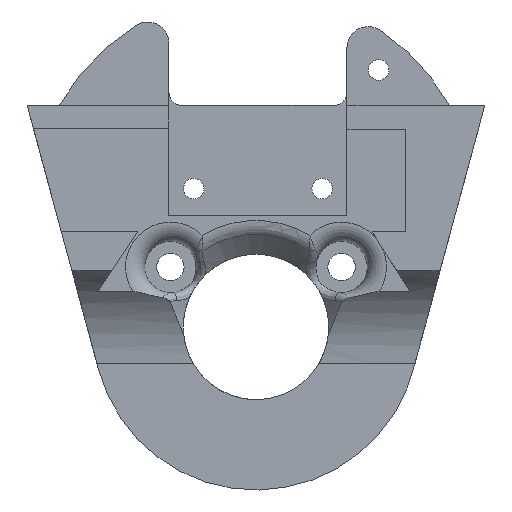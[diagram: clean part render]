
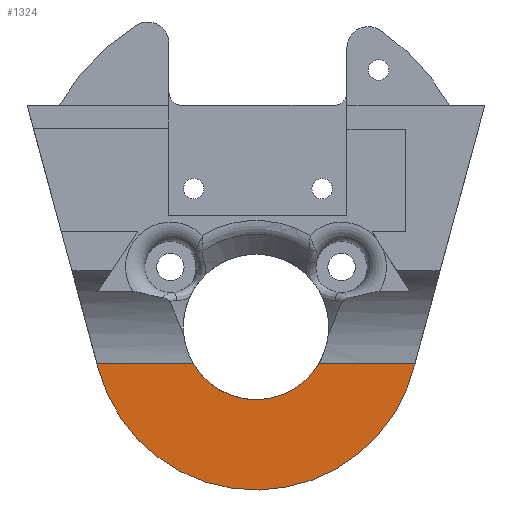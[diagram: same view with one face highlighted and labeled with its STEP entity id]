
A CAD part, front view. The second image highlights one B-rep face of the part: STEP entity #1324.
In plain terms, the highlighted planar face has unit normal (0, -1, 0).
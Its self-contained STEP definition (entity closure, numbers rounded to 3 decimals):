
#85=CIRCLE('',#1433,8.5);
#96=CIRCLE('',#1461,19.05);
#215=FACE_OUTER_BOUND('',#300,.T.);
#300=EDGE_LOOP('',(#1150,#1151,#1152,#1153,#1154,#1155));
#356=LINE('',#1996,#449);
#382=LINE('',#2065,#475);
#405=LINE('',#2739,#498);
#407=LINE('',#2749,#500);
#449=VECTOR('',#1537,10.);
#475=VECTOR('',#1595,10.);
#498=VECTOR('',#1760,10.);
#500=VECTOR('',#1778,10.);
#556=VERTEX_POINT('',#1993);
#557=VERTEX_POINT('',#1995);
#583=VERTEX_POINT('',#2062);
#584=VERTEX_POINT('',#2064);
#629=VERTEX_POINT('',#2662);
#630=VERTEX_POINT('',#2664);
#688=EDGE_CURVE('',#557,#556,#356,.F.);
#724=EDGE_CURVE('',#583,#584,#382,.T.);
#797=EDGE_CURVE('',#630,#629,#85,.F.);
#815=EDGE_CURVE('',#557,#629,#405,.T.);
#819=EDGE_CURVE('',#584,#556,#96,.T.);
#820=EDGE_CURVE('',#630,#583,#407,.T.);
#1150=ORIENTED_EDGE('',*,*,#688,.T.);
#1151=ORIENTED_EDGE('',*,*,#819,.F.);
#1152=ORIENTED_EDGE('',*,*,#724,.F.);
#1153=ORIENTED_EDGE('',*,*,#820,.F.);
#1154=ORIENTED_EDGE('',*,*,#797,.T.);
#1155=ORIENTED_EDGE('',*,*,#815,.F.);
#1259=PLANE('',#1462);
#1324=ADVANCED_FACE('',(#215),#1259,.F.);
#1433=AXIS2_PLACEMENT_3D('',#2665,#1710,#1711);
#1461=AXIS2_PLACEMENT_3D('',#2747,#1774,#1775);
#1462=AXIS2_PLACEMENT_3D('',#2748,#1776,#1777);
#1537=DIRECTION('',(-0.261,0.,0.965));
#1595=DIRECTION('',(-0.261,0.,-0.965));
#1710=DIRECTION('center_axis',(0.,-1.,0.));
#1711=DIRECTION('ref_axis',(1.,0.,0.));
#1760=DIRECTION('',(1.,0.,0.002));
#1774=DIRECTION('center_axis',(0.,1.,0.));
#1775=DIRECTION('ref_axis',(1.,0.,0.));
#1776=DIRECTION('center_axis',(0.,1.,0.));
#1777=DIRECTION('ref_axis',(1.,0.,0.));
#1778=DIRECTION('',(1.,0.,0.002));
#1993=CARTESIAN_POINT('',(-5.372,180.679,171.574));
#1995=CARTESIAN_POINT('',(-5.542,180.679,172.202));
#1996=CARTESIAN_POINT('',(-7.891,180.679,180.893));
#2062=CARTESIAN_POINT('',(31.601,180.679,172.267));
#2064=CARTESIAN_POINT('',(31.601,180.679,172.266));
#2065=CARTESIAN_POINT('',(31.555,180.679,172.094));
#2662=CARTESIAN_POINT('',(5.687,180.679,172.221));
#2664=CARTESIAN_POINT('',(20.386,180.679,172.247));
#2665=CARTESIAN_POINT('Origin',(13.029,180.679,176.505));
#2739=CARTESIAN_POINT('',(17.961,180.679,172.243));
#2747=CARTESIAN_POINT('Origin',(13.029,180.679,176.505));
#2748=CARTESIAN_POINT('Origin',(13.029,180.679,176.505));
#2749=CARTESIAN_POINT('',(17.961,180.679,172.243));
